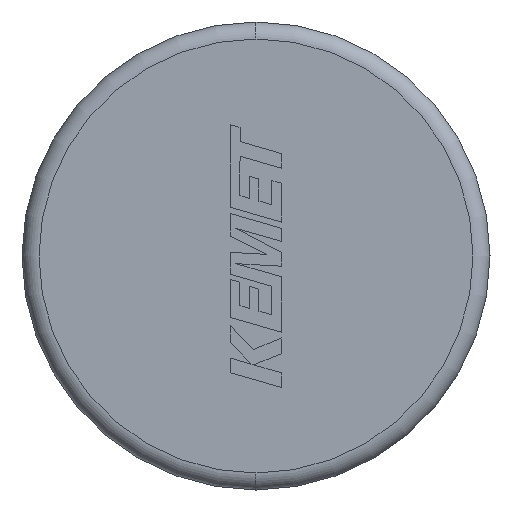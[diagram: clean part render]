
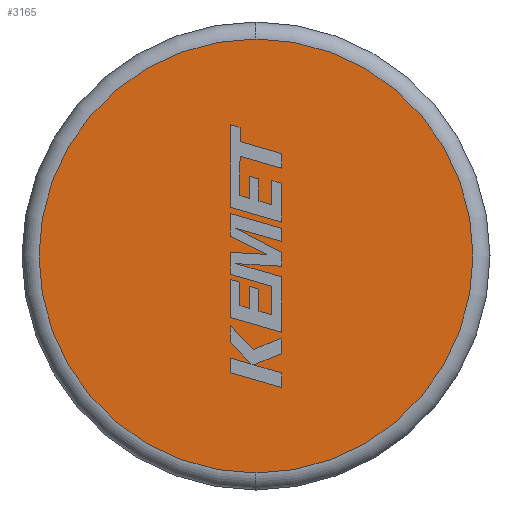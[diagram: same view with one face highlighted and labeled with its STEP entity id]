
A CAD part, left-side view. The second image highlights one B-rep face of the part: STEP entity #3165.
In plain terms, the highlighted planar face has unit normal (-1, 0, 0).
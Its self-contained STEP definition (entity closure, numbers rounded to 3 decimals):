
#58 = EDGE_CURVE ( 'NONE', #698, #3309, #2037, .T. ) ;
#226 = AXIS2_PLACEMENT_3D ( 'NONE', #811, #2601, #2342 ) ;
#250 = ORIENTED_EDGE ( 'NONE', *, *, #58, .T. ) ;
#343 = ORIENTED_EDGE ( 'NONE', *, *, #1642, .T. ) ;
#448 = DIRECTION ( 'NONE',  ( 0., 0., -1. ) ) ;
#698 = VERTEX_POINT ( 'NONE', #2134 ) ;
#709 = CARTESIAN_POINT ( 'NONE',  ( 0., 0., 0. ) ) ;
#811 = CARTESIAN_POINT ( 'NONE',  ( 0., 0., 0. ) ) ;
#931 = AXIS2_PLACEMENT_3D ( 'NONE', #2806, #1998, #448 ) ;
#934 = EDGE_LOOP ( 'NONE', ( #343, #250 ) ) ;
#1642 = EDGE_CURVE ( 'NONE', #3309, #698, #3376, .T. ) ;
#1865 = AXIS2_PLACEMENT_3D ( 'NONE', #709, #2809, #3312 ) ;
#1961 = PLANE ( 'NONE',  #1865 ) ;
#1998 = DIRECTION ( 'NONE',  ( -1., 0., 0. ) ) ;
#2030 = FACE_OUTER_BOUND ( 'NONE', #934, .T. ) ;
#2037 = CIRCLE ( 'NONE', #226, 2.55 ) ;
#2134 = CARTESIAN_POINT ( 'NONE',  ( 0., 0., 2.55 ) ) ;
#2342 = DIRECTION ( 'NONE',  ( 0., 0., -1. ) ) ;
#2601 = DIRECTION ( 'NONE',  ( -1., 0., 0. ) ) ;
#2806 = CARTESIAN_POINT ( 'NONE',  ( 0., 0., 0. ) ) ;
#2809 = DIRECTION ( 'NONE',  ( 1., 0., 0. ) ) ;
#3061 = CARTESIAN_POINT ( 'NONE',  ( 0., 0., -2.55 ) ) ;
#3165 = ADVANCED_FACE ( 'NONE', ( #2030 ), #1961, .F. ) ;
#3309 = VERTEX_POINT ( 'NONE', #3061 ) ;
#3312 = DIRECTION ( 'NONE',  ( 0., 0., -1. ) ) ;
#3376 = CIRCLE ( 'NONE', #931, 2.55 ) ;
